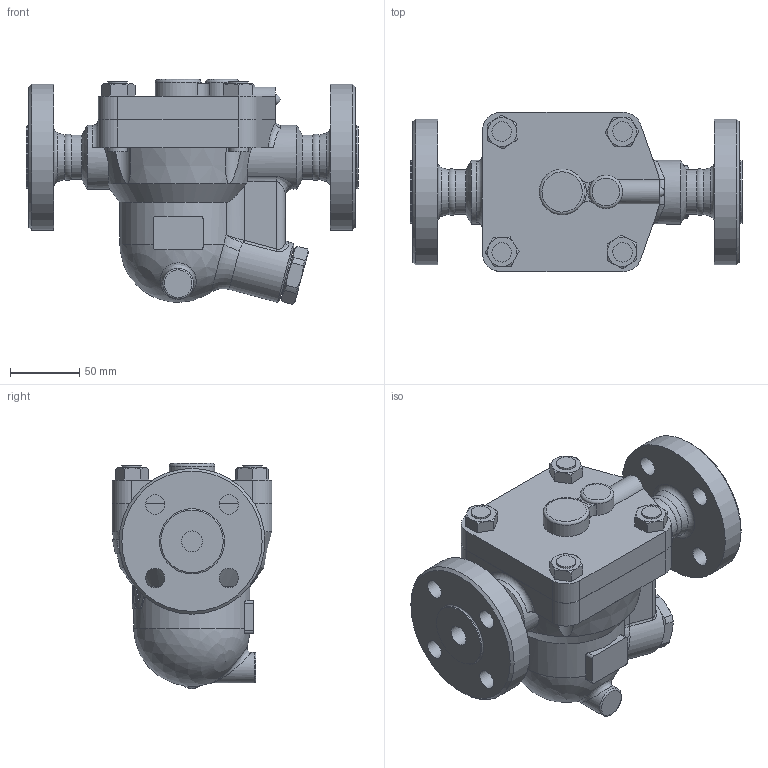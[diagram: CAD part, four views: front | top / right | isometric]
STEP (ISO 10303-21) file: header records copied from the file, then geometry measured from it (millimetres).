
FILE_DESCRIPTION((''),'2;1');
FILE_NAME('j5rlb-015-e0063-00.stp','2011-09-30T15:04:02',('sugie07'),(''),'Autodesk Inventor 2012','Autodesk Inventor 2012','');
FILE_SCHEMA(('AUTOMOTIVE_DESIGN { 1 0 10303 214 1 1 1 1 }'));
Length unit declared in the file: millimetre
Products named in the file (1): j5rlb-015-e0063-00
Bounding box: 239 x 115 x 162.18 mm (x, y, z)
Volume: 1720093.4 mm3; surface area: 165681.5 mm2
Topology: 1 solids, 3 shells, 292 faces, 714 edges, 449 vertices
Faces by surface type: plane 113, cylinder 80, cone 53, bspline 29, torus 15, sphere 2
Full cylindrical faces by diameter (mm): 14 x20, 15 x4, 16 x4, 22 x1, 27 x1, 32 x2, 44 x1, 45 x2, 46 x2, 80 x1, 105 x2
Entity records: 13453 total; most frequent: CARTESIAN_POINT 7229, ORIENTED_EDGE 1254, DIRECTION 1237, EDGE_CURVE 627, AXIS2_PLACEMENT_3D 524, VERTEX_POINT 426, EDGE_LOOP 401, FACE_OUTER_BOUND 292
